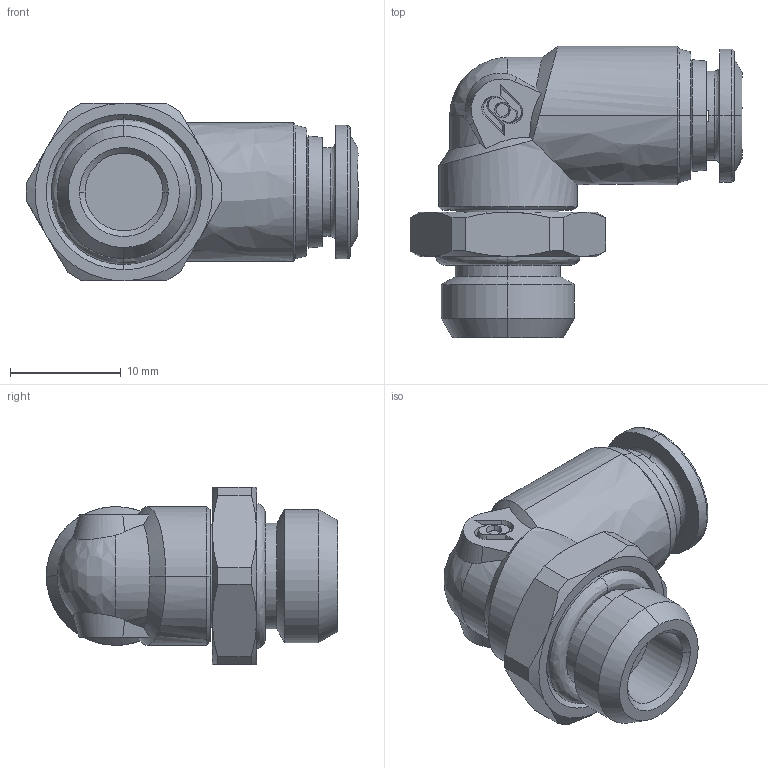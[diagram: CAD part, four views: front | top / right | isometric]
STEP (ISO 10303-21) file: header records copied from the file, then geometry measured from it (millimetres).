
FILE_DESCRIPTION (( 'STEP AP214' ), '1' );
FILE_NAME ('PL06-M12X1.25_ME.STEP', '2018-09-06T11:59:49', ( '' ), ( '' ), 'SwSTEP 2.0', 'SolidWorks 2018', '' );
FILE_SCHEMA (( 'AUTOMOTIVE_DESIGN' ));
Length unit declared in the file: millimetre
Products named in the file (1): PL06-M12X1.25_ME
Bounding box: 29.92 x 26.25 x 16 mm (x, y, z)
Volume: 4422.7 mm3; surface area: 2740.5 mm2
Topology: 2 solids, 2 shells, 150 faces, 376 edges, 242 vertices
Faces by surface type: bspline 150
Entity records: 6767 total; most frequent: CARTESIAN_POINT 4524, ORIENTED_EDGE 750, EDGE_CURVE 375, B_SPLINE_CURVE_WITH_KNOTS 281, VERTEX_POINT 242, EDGE_LOOP 169, ADVANCED_FACE 150, FACE_OUTER_BOUND 150
